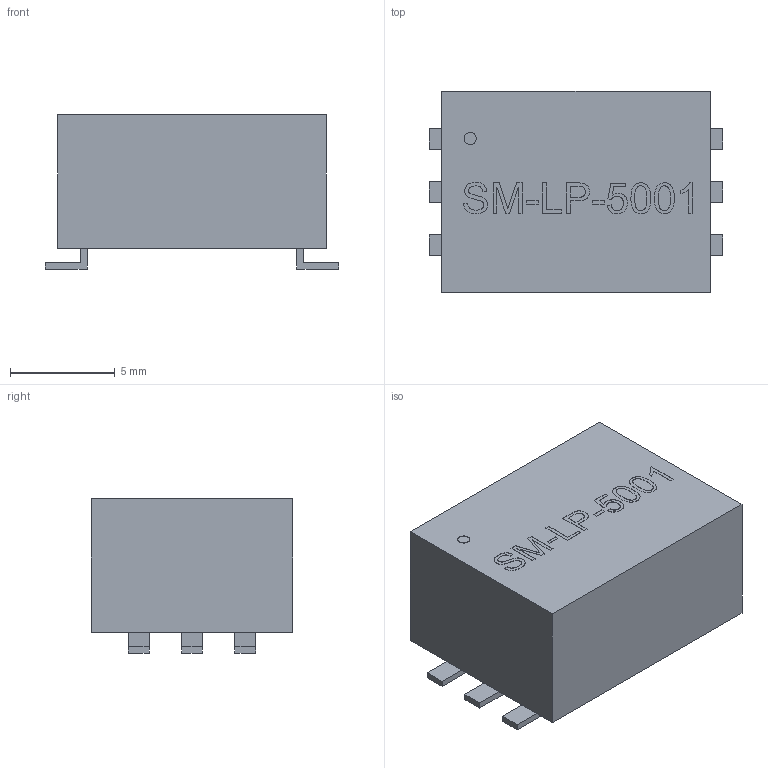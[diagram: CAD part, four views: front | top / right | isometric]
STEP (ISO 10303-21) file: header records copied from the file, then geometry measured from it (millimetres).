
FILE_DESCRIPTION (( 'STEP AP214' ), '1' );
FILE_NAME ('User Library-SM-LP-5001.STEP', '2019-08-11T19:22:58', ( '' ), ( '' ), 'SwSTEP 2.0', 'SolidWorks 2019', '' );
FILE_SCHEMA (( 'AUTOMOTIVE_DESIGN' ));
Length unit declared in the file: millimetre
Products named in the file (1): User Library-SM-LP-5001
Bounding box: 14 x 9.6 x 7.36 mm (x, y, z)
Volume: 786.3 mm3; surface area: 573.4 mm2
Topology: 1 solids, 1 shells, 125 faces, 309 edges, 206 vertices
Faces by surface type: plane 105, bspline 18, cylinder 2
Entity records: 6196 total; most frequent: CARTESIAN_POINT 1927, ORIENTED_EDGE 618, DIRECTION 493, EDGE_CURVE 309, VECTOR 269, LINE 269, VERTEX_POINT 206, EDGE_LOOP 145
